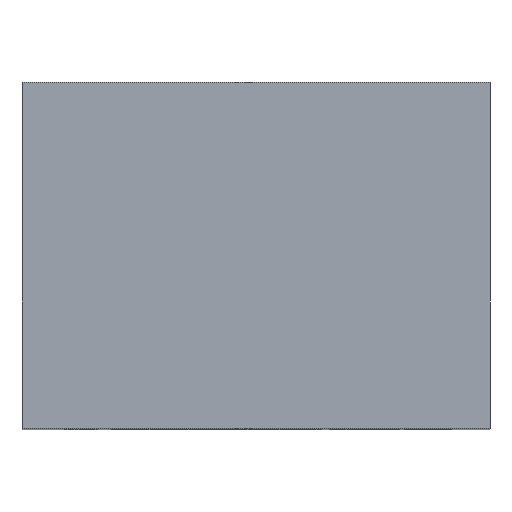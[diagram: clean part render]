
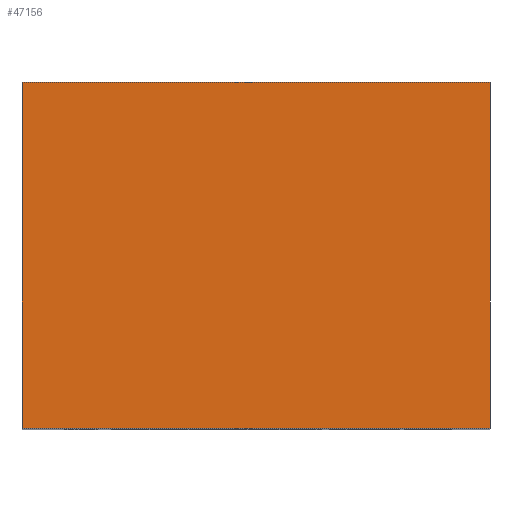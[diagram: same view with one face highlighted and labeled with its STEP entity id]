
A CAD part, top view. The second image highlights one B-rep face of the part: STEP entity #47156.
In plain terms, the highlighted planar face has unit normal (0, 0, 1).
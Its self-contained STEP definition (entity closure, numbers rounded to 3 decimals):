
#1492=ORIENTED_EDGE('',*,*,#11881,.T.);
#1493=ORIENTED_EDGE('',*,*,#11882,.F.);
#1494=ORIENTED_EDGE('',*,*,#11733,.F.);
#1495=ORIENTED_EDGE('',*,*,#11880,.T.);
#11733=EDGE_CURVE('',#16931,#16932,#20397,.T.);
#11880=EDGE_CURVE('',#16931,#17074,#20542,.T.);
#11881=EDGE_CURVE('',#17074,#17075,#20543,.T.);
#11882=EDGE_CURVE('',#16932,#17075,#20544,.T.);
#16931=VERTEX_POINT('',#62130);
#16932=VERTEX_POINT('',#62132);
#17074=VERTEX_POINT('',#62465);
#17075=VERTEX_POINT('',#62469);
#20397=LINE('',#62131,#25585);
#20542=LINE('',#62466,#25730);
#20543=LINE('',#62468,#25731);
#20544=LINE('',#62470,#25732);
#25585=VECTOR('',#51982,1000.);
#25730=VECTOR('',#52137,1000.);
#25731=VECTOR('',#52140,1000.);
#25732=VECTOR('',#52141,1000.);
#29501=EDGE_LOOP('',(#1492,#1493,#1494,#1495));
#31293=FACE_BOUND('',#29501,.T.);
#33062=PLANE('',#48924);
#47156=ADVANCED_FACE('',(#31293),#33062,.F.);
#48924=AXIS2_PLACEMENT_3D('',#62467,#52138,#52139);
#51982=DIRECTION('',(-1.,0.,0.));
#52137=DIRECTION('',(0.,1.,0.));
#52138=DIRECTION('',(0.,0.,-1.));
#52139=DIRECTION('',(-1.,0.,0.));
#52140=DIRECTION('',(-1.,0.,0.));
#52141=DIRECTION('',(0.,1.,0.));
#62130=CARTESIAN_POINT('',(5.75,-4.25,17.5));
#62131=CARTESIAN_POINT('',(5.75,-4.25,17.5));
#62132=CARTESIAN_POINT('',(-5.75,-4.25,17.5));
#62465=CARTESIAN_POINT('',(5.75,4.25,17.5));
#62466=CARTESIAN_POINT('',(5.75,-4.25,17.5));
#62467=CARTESIAN_POINT('',(5.75,-4.25,17.5));
#62468=CARTESIAN_POINT('',(5.75,4.25,17.5));
#62469=CARTESIAN_POINT('',(-5.75,4.25,17.5));
#62470=CARTESIAN_POINT('',(-5.75,-4.25,17.5));
